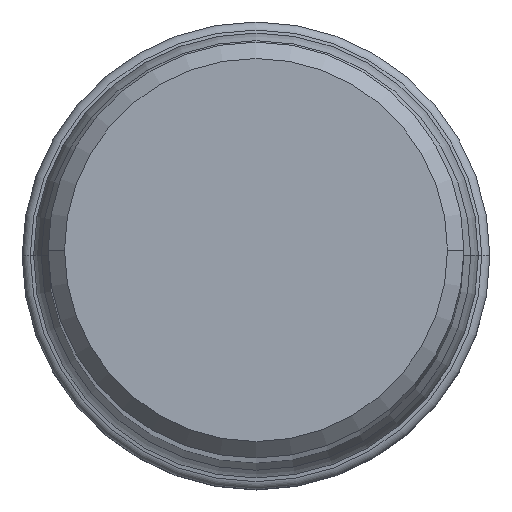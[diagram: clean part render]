
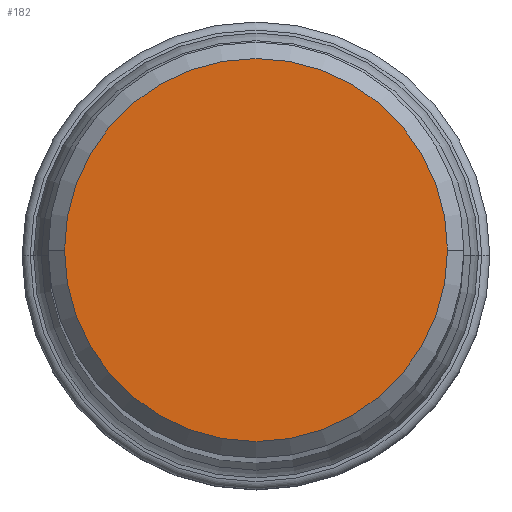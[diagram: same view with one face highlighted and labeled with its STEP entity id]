
A CAD part, top view. The second image highlights one B-rep face of the part: STEP entity #182.
In plain terms, the highlighted planar face has unit normal (0, 0, 1).
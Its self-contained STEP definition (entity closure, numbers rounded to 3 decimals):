
#30=PLANE('',#1236);
#182=ADVANCED_FACE('',(#249),#30,.F.);
#249=FACE_OUTER_BOUND('',#313,.T.);
#313=EDGE_LOOP('',(#544,#545,#546,#547));
#544=ORIENTED_EDGE('',*,*,#778,.T.);
#545=ORIENTED_EDGE('',*,*,#776,.T.);
#546=ORIENTED_EDGE('',*,*,#775,.T.);
#547=ORIENTED_EDGE('',*,*,#779,.T.);
#650=VERTEX_POINT('',#2898);
#651=VERTEX_POINT('',#2900);
#652=VERTEX_POINT('',#2902);
#653=VERTEX_POINT('',#2906);
#775=EDGE_CURVE('',#651,#650,#933,.T.);
#776=EDGE_CURVE('',#652,#651,#934,.T.);
#778=EDGE_CURVE('',#653,#652,#935,.T.);
#779=EDGE_CURVE('',#650,#653,#936,.T.);
#933=CIRCLE('',#1230,11.7);
#934=CIRCLE('',#1231,11.7);
#935=CIRCLE('',#1233,11.7);
#936=CIRCLE('',#1234,11.7);
#1230=AXIS2_PLACEMENT_3D('',#2899,#1529,#1530);
#1231=AXIS2_PLACEMENT_3D('',#2901,#1531,#1532);
#1233=AXIS2_PLACEMENT_3D('',#2905,#1536,#1537);
#1234=AXIS2_PLACEMENT_3D('',#2907,#1538,#1539);
#1236=AXIS2_PLACEMENT_3D('',#2909,#1542,#1543);
#1529=DIRECTION('',(0.,0.,1.));
#1530=DIRECTION('',(0.,-1.,0.));
#1531=DIRECTION('',(0.,0.,1.));
#1532=DIRECTION('',(-1.,0.,0.));
#1536=DIRECTION('',(0.,0.,1.));
#1537=DIRECTION('',(0.,1.,0.));
#1538=DIRECTION('',(0.,0.,1.));
#1539=DIRECTION('',(1.,0.,0.));
#1542=DIRECTION('',(0.,0.,-1.));
#1543=DIRECTION('',(1.,0.,0.));
#2898=CARTESIAN_POINT('',(11.7,0.,0.));
#2899=CARTESIAN_POINT('',(0.,0.,0.));
#2900=CARTESIAN_POINT('',(0.,-11.7,0.));
#2901=CARTESIAN_POINT('',(0.,0.,0.));
#2902=CARTESIAN_POINT('',(-11.7,0.,0.));
#2905=CARTESIAN_POINT('',(0.,0.,0.));
#2906=CARTESIAN_POINT('',(0.,11.7,0.));
#2907=CARTESIAN_POINT('',(0.,0.,0.));
#2909=CARTESIAN_POINT('',(0.,0.,0.));
